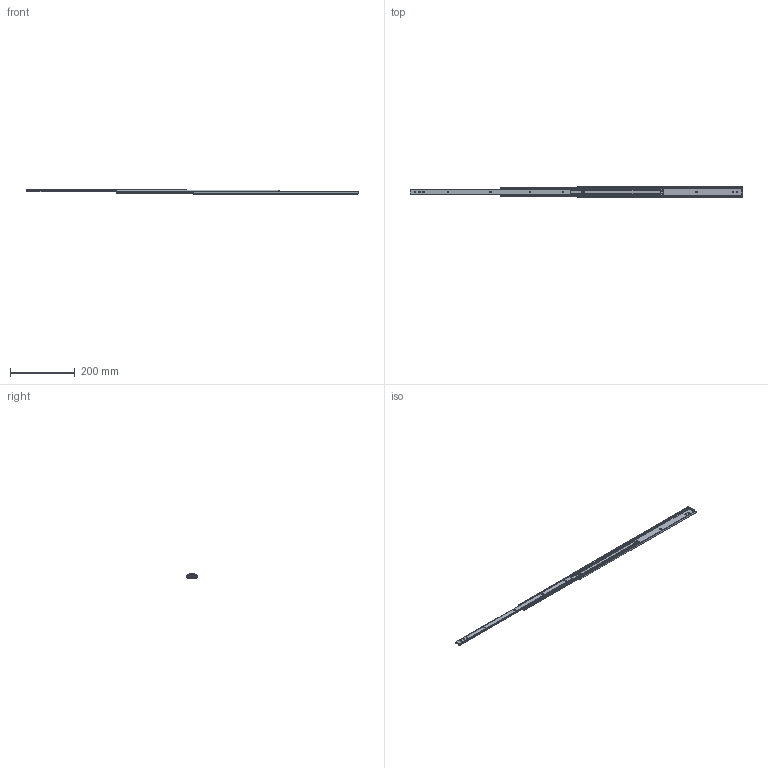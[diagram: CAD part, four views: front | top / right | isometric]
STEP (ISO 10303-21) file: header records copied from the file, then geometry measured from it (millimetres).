
FILE_DESCRIPTION (( 'STEP AP203' ), '1' );
FILE_NAME ('C350-20.STEP', '2021-03-19T06:23:25', ( '' ), ( '' ), 'SwSTEP 2.0', 'SolidWorks 2019', '' );
FILE_SCHEMA (( 'CONFIG_CONTROL_DESIGN' ));
Length unit declared in the file: millimetre
Products named in the file (5): PN198B; C350-20 OM; C350-20 CM; C350-20 IM; C350-20
Assembly tree (4 placements, depth 2):
  C350-20
    C350-20 OM
    C350-20 CM
    PN198B
    C350-20 IM
Bounding box: 1027.05 x 35.3 x 13 mm (x, y, z)
Volume: 88886.6 mm3; surface area: 115181.5 mm2
Topology: 4 solids, 4 shells, 305 faces, 902 edges, 594 vertices
Faces by surface type: plane 162, cylinder 143
Entity records: 11195 total; most frequent: CARTESIAN_POINT 2378, ORIENTED_EDGE 1804, DIRECTION 1706, EDGE_CURVE 902, VERTEX_POINT 594, AXIS2_PLACEMENT_3D 574, LINE 558, VECTOR 558
